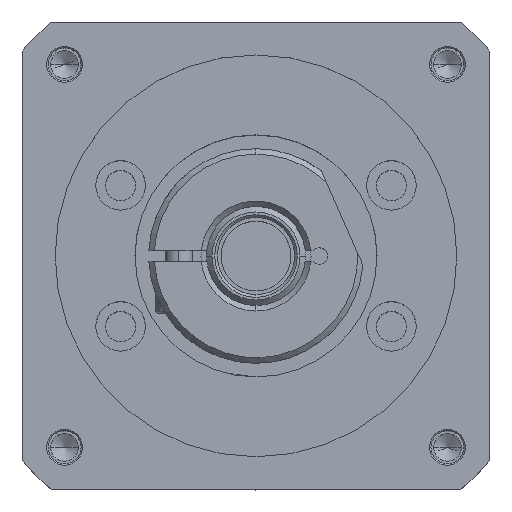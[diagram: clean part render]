
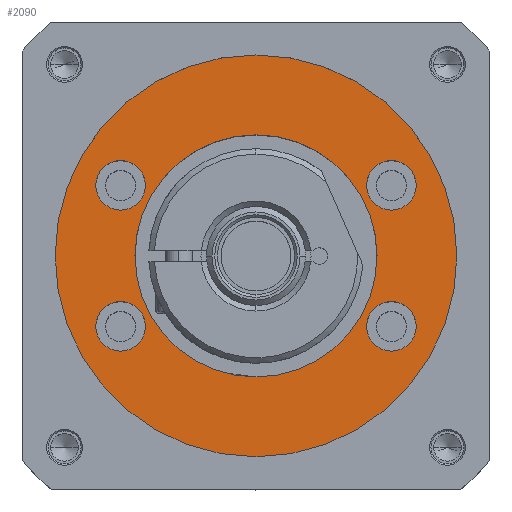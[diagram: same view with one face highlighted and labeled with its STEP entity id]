
A CAD part, top view. The second image highlights one B-rep face of the part: STEP entity #2090.
In plain terms, the highlighted planar face has unit normal (0, 0, 1).
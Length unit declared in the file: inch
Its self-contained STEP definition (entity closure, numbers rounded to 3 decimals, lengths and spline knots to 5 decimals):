
#45 = FACE_BOUND ( 'NONE', #2144, .T. ) ;
#231 = CARTESIAN_POINT ( 'NONE',  ( 1.14624, -0.50447, 1.1811 ) ) ;
#244 = VERTEX_POINT ( 'NONE', #4206 ) ;
#305 = AXIS2_PLACEMENT_3D ( 'NONE', #873, #6763, #1704 ) ;
#329 = CIRCLE ( 'NONE', #983, 0.17717 ) ;
#360 = VERTEX_POINT ( 'NONE', #231 ) ;
#367 = ORIENTED_EDGE ( 'NONE', *, *, #10599, .F. ) ;
#386 = CIRCLE ( 'NONE', #922, 1.4375 ) ;
#418 = FACE_BOUND ( 'NONE', #8419, .T. ) ;
#528 = VERTEX_POINT ( 'NONE', #4133 ) ;
#674 = CARTESIAN_POINT ( 'NONE',  ( -0.96908, -0.50447, 1.1811 ) ) ;
#777 = VERTEX_POINT ( 'NONE', #4783 ) ;
#827 = EDGE_CURVE ( 'NONE', #4233, #7949, #386, .T. ) ;
#865 = DIRECTION ( 'NONE',  ( 0., 0., -1. ) ) ;
#873 = CARTESIAN_POINT ( 'NONE',  ( -0.96908, -0.50447, 1.1811 ) ) ;
#922 = AXIS2_PLACEMENT_3D ( 'NONE', #3442, #3406, #3364 ) ;
#983 = AXIS2_PLACEMENT_3D ( 'NONE', #2188, #8113, #3027 ) ;
#1302 = ORIENTED_EDGE ( 'NONE', *, *, #10355, .T. ) ;
#1304 = ORIENTED_EDGE ( 'NONE', *, *, #827, .T. ) ;
#1323 = CIRCLE ( 'NONE', #6011, 0.17717 ) ;
#1355 = CIRCLE ( 'NONE', #2284, 0.86614 ) ;
#1406 = AXIS2_PLACEMENT_3D ( 'NONE', #8554, #3476, #9392 ) ;
#1451 = EDGE_CURVE ( 'NONE', #528, #9875, #6586, .T. ) ;
#1505 = DIRECTION ( 'NONE',  ( -1., 0., 0. ) ) ;
#1591 = CIRCLE ( 'NONE', #6221, 0.17717 ) ;
#1632 = CIRCLE ( 'NONE', #8749, 1.4375 ) ;
#1704 = DIRECTION ( 'NONE',  ( -1., 0., 0. ) ) ;
#1758 = AXIS2_PLACEMENT_3D ( 'NONE', #674, #6565, #1505 ) ;
#1784 = EDGE_CURVE ( 'NONE', #9875, #528, #10438, .T. ) ;
#1831 = EDGE_LOOP ( 'NONE', ( #2255, #367 ) ) ;
#1902 = ORIENTED_EDGE ( 'NONE', *, *, #1784, .F. ) ;
#1914 = CIRCLE ( 'NONE', #1406, 0.17717 ) ;
#2056 = CARTESIAN_POINT ( 'NONE',  ( -0.79191, 0.50447, 1.1811 ) ) ;
#2090 = ADVANCED_FACE ( 'NONE', ( #9382, #45, #418, #2242, #9105, #4227 ), #8626, .T. ) ;
#2144 = EDGE_LOOP ( 'NONE', ( #1902, #3363 ) ) ;
#2188 = CARTESIAN_POINT ( 'NONE',  ( 0.96908, 0.50447, 1.1811 ) ) ;
#2242 = FACE_BOUND ( 'NONE', #1831, .T. ) ;
#2255 = ORIENTED_EDGE ( 'NONE', *, *, #7877, .F. ) ;
#2260 = CARTESIAN_POINT ( 'NONE',  ( -0.96908, 0.50447, 1.1811 ) ) ;
#2284 = AXIS2_PLACEMENT_3D ( 'NONE', #9523, #4467, #10368 ) ;
#2823 = DIRECTION ( 'NONE',  ( 0., 0., 1. ) ) ;
#3025 = CARTESIAN_POINT ( 'NONE',  ( 0.96908, -0.50447, 1.1811 ) ) ;
#3027 = DIRECTION ( 'NONE',  ( 1., 0., 0. ) ) ;
#3114 = DIRECTION ( 'NONE',  ( -0.574, 0.819, 0. ) ) ;
#3133 = ORIENTED_EDGE ( 'NONE', *, *, #7170, .F. ) ;
#3191 = CIRCLE ( 'NONE', #5349, 0.86614 ) ;
#3209 = CARTESIAN_POINT ( 'NONE',  ( -0.96908, 0.50447, 1.1811 ) ) ;
#3363 = ORIENTED_EDGE ( 'NONE', *, *, #1451, .F. ) ;
#3364 = DIRECTION ( 'NONE',  ( 1., 0., 0. ) ) ;
#3406 = DIRECTION ( 'NONE',  ( 0., 0., 1. ) ) ;
#3416 = ORIENTED_EDGE ( 'NONE', *, *, #4957, .T. ) ;
#3431 = VERTEX_POINT ( 'NONE', #6610 ) ;
#3442 = CARTESIAN_POINT ( 'NONE',  ( 0., 0., 1.1811 ) ) ;
#3476 = DIRECTION ( 'NONE',  ( 0., 0., 1. ) ) ;
#3485 = DIRECTION ( 'NONE',  ( 0., 0., 1. ) ) ;
#3876 = DIRECTION ( 'NONE',  ( 0.574, -0.819, 0. ) ) ;
#4002 = CARTESIAN_POINT ( 'NONE',  ( 1.14624, 0.50447, 1.1811 ) ) ;
#4003 = CARTESIAN_POINT ( 'NONE',  ( -0.79191, -0.50447, 1.1811 ) ) ;
#4066 = DIRECTION ( 'NONE',  ( -0.574, 0.819, 0. ) ) ;
#4133 = CARTESIAN_POINT ( 'NONE',  ( -1.14624, -0.50447, 1.1811 ) ) ;
#4206 = CARTESIAN_POINT ( 'NONE',  ( -0.86614, 0., 1.1811 ) ) ;
#4227 = FACE_BOUND ( 'NONE', #10384, .T. ) ;
#4233 = VERTEX_POINT ( 'NONE', #5987 ) ;
#4294 = ORIENTED_EDGE ( 'NONE', *, *, #6110, .F. ) ;
#4411 = DIRECTION ( 'NONE',  ( 1., 0., 0. ) ) ;
#4467 = DIRECTION ( 'NONE',  ( 0., 0., -1. ) ) ;
#4568 = AXIS2_PLACEMENT_3D ( 'NONE', #7912, #2823, #8744 ) ;
#4783 = CARTESIAN_POINT ( 'NONE',  ( 0.86614, 0., 1.1811 ) ) ;
#4861 = VERTEX_POINT ( 'NONE', #4002 ) ;
#4937 = AXIS2_PLACEMENT_3D ( 'NONE', #6931, #9474, #4411 ) ;
#4957 = EDGE_CURVE ( 'NONE', #7949, #4233, #1632, .T. ) ;
#5349 = AXIS2_PLACEMENT_3D ( 'NONE', #5915, #865, #6755 ) ;
#5488 = CARTESIAN_POINT ( 'NONE',  ( 0.79191, -0.50447, 1.1811 ) ) ;
#5915 = CARTESIAN_POINT ( 'NONE',  ( 0., 0., 1.1811 ) ) ;
#5987 = CARTESIAN_POINT ( 'NONE',  ( 1.4375, 0., 1.1811 ) ) ;
#6011 = AXIS2_PLACEMENT_3D ( 'NONE', #2260, #8199, #3114 ) ;
#6110 = EDGE_CURVE ( 'NONE', #9681, #6282, #1323, .T. ) ;
#6221 = AXIS2_PLACEMENT_3D ( 'NONE', #3025, #8963, #3876 ) ;
#6282 = VERTEX_POINT ( 'NONE', #7203 ) ;
#6315 = ORIENTED_EDGE ( 'NONE', *, *, #10418, .F. ) ;
#6565 = DIRECTION ( 'NONE',  ( 0., 0., 1. ) ) ;
#6586 = CIRCLE ( 'NONE', #305, 0.17717 ) ;
#6610 = CARTESIAN_POINT ( 'NONE',  ( 0.79191, 0.50447, 1.1811 ) ) ;
#6755 = DIRECTION ( 'NONE',  ( 1., 0., 0. ) ) ;
#6763 = DIRECTION ( 'NONE',  ( 0., 0., 1. ) ) ;
#6923 = CARTESIAN_POINT ( 'NONE',  ( -1.4375, 0., 1.1811 ) ) ;
#6931 = CARTESIAN_POINT ( 'NONE',  ( 0., 0., 1.1811 ) ) ;
#7042 = VERTEX_POINT ( 'NONE', #5488 ) ;
#7093 = EDGE_CURVE ( 'NONE', #360, #7042, #1591, .T. ) ;
#7124 = EDGE_LOOP ( 'NONE', ( #1304, #3416 ) ) ;
#7170 = EDGE_CURVE ( 'NONE', #6282, #9681, #10774, .T. ) ;
#7184 = ORIENTED_EDGE ( 'NONE', *, *, #10208, .T. ) ;
#7203 = CARTESIAN_POINT ( 'NONE',  ( -1.14624, 0.50447, 1.1811 ) ) ;
#7877 = EDGE_CURVE ( 'NONE', #4861, #3431, #1914, .T. ) ;
#7912 = CARTESIAN_POINT ( 'NONE',  ( 0.96908, -0.50447, 1.1811 ) ) ;
#7949 = VERTEX_POINT ( 'NONE', #6923 ) ;
#8113 = DIRECTION ( 'NONE',  ( 0., 0., 1. ) ) ;
#8199 = DIRECTION ( 'NONE',  ( 0., 0., 1. ) ) ;
#8419 = EDGE_LOOP ( 'NONE', ( #8940, #6315 ) ) ;
#8554 = CARTESIAN_POINT ( 'NONE',  ( 0.96908, 0.50447, 1.1811 ) ) ;
#8565 = CARTESIAN_POINT ( 'NONE',  ( 0., 0., 1.1811 ) ) ;
#8626 = PLANE ( 'NONE',  #4937 ) ;
#8744 = DIRECTION ( 'NONE',  ( 0.574, -0.819, 0. ) ) ;
#8749 = AXIS2_PLACEMENT_3D ( 'NONE', #8565, #3485, #9401 ) ;
#8940 = ORIENTED_EDGE ( 'NONE', *, *, #7093, .F. ) ;
#8963 = DIRECTION ( 'NONE',  ( 0., 0., 1. ) ) ;
#9036 = AXIS2_PLACEMENT_3D ( 'NONE', #3209, #9132, #4066 ) ;
#9105 = FACE_OUTER_BOUND ( 'NONE', #7124, .T. ) ;
#9132 = DIRECTION ( 'NONE',  ( 0., 0., 1. ) ) ;
#9382 = FACE_BOUND ( 'NONE', #10116, .T. ) ;
#9392 = DIRECTION ( 'NONE',  ( 1., 0., 0. ) ) ;
#9401 = DIRECTION ( 'NONE',  ( 1., 0., 0. ) ) ;
#9474 = DIRECTION ( 'NONE',  ( 0., 0., 1. ) ) ;
#9523 = CARTESIAN_POINT ( 'NONE',  ( 0., 0., 1.1811 ) ) ;
#9681 = VERTEX_POINT ( 'NONE', #2056 ) ;
#9802 = CIRCLE ( 'NONE', #4568, 0.17717 ) ;
#9875 = VERTEX_POINT ( 'NONE', #4003 ) ;
#10116 = EDGE_LOOP ( 'NONE', ( #4294, #3133 ) ) ;
#10208 = EDGE_CURVE ( 'NONE', #244, #777, #3191, .T. ) ;
#10355 = EDGE_CURVE ( 'NONE', #777, #244, #1355, .T. ) ;
#10368 = DIRECTION ( 'NONE',  ( 1., 0., 0. ) ) ;
#10384 = EDGE_LOOP ( 'NONE', ( #7184, #1302 ) ) ;
#10418 = EDGE_CURVE ( 'NONE', #7042, #360, #9802, .T. ) ;
#10438 = CIRCLE ( 'NONE', #1758, 0.17717 ) ;
#10599 = EDGE_CURVE ( 'NONE', #3431, #4861, #329, .T. ) ;
#10774 = CIRCLE ( 'NONE', #9036, 0.17717 ) ;
